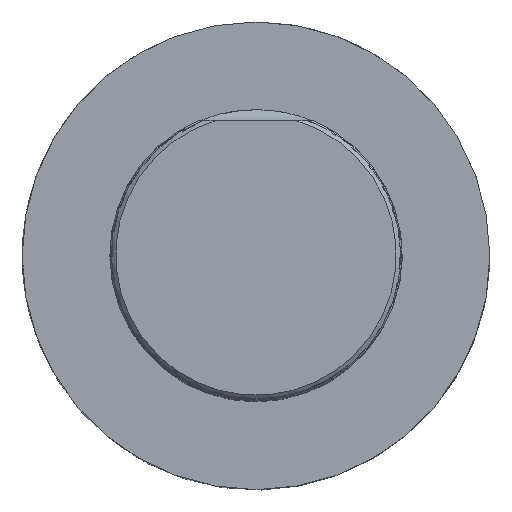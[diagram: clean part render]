
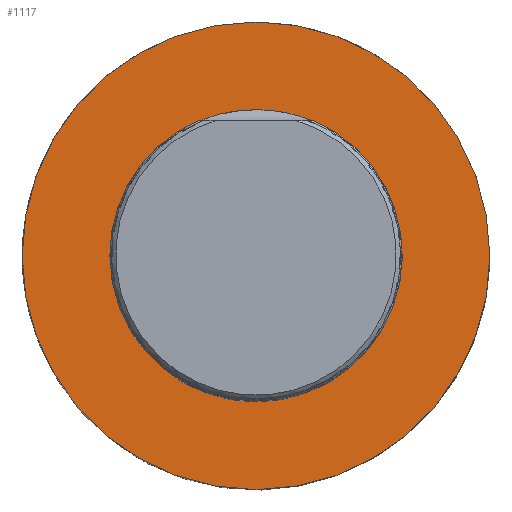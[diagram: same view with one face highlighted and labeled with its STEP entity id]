
A CAD part, top view. The second image highlights one B-rep face of the part: STEP entity #1117.
In plain terms, the highlighted face is planar.
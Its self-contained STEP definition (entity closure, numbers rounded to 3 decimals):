
#221=FACE_BOUND('',#2117,.T.);
#222=FACE_BOUND('',#2118,.T.);
#957=CIRCLE('',#7454,40.);
#958=CIRCLE('',#7458,24.996);
#1117=ADVANCED_FACE('TB_IB_SU_5',(#221,#222),#1526,.T.);
#1526=PLANE('',#7459);
#2117=EDGE_LOOP('',(#2755));
#2118=EDGE_LOOP('',(#2756));
#2755=ORIENTED_EDGE('',*,*,#5391,.T.);
#2756=ORIENTED_EDGE('',*,*,#5398,.T.);
#4704=VERTEX_POINT('',#14989);
#4709=VERTEX_POINT('',#15050);
#5391=EDGE_CURVE('',#4704,#4704,#957,.T.);
#5398=EDGE_CURVE('',#4709,#4709,#958,.T.);
#7454=AXIS2_PLACEMENT_3D('',#14988,#8286,#8287);
#7458=AXIS2_PLACEMENT_3D('',#15049,#8294,#8295);
#7459=AXIS2_PLACEMENT_3D('',#15051,#8296,#8297);
#8286=DIRECTION('',(0.,1.,0.));
#8287=DIRECTION('',(0.,0.,1.));
#8294=DIRECTION('',(0.,-1.,0.));
#8295=DIRECTION('',(1.,0.,0.));
#8296=DIRECTION('',(0.,1.,0.));
#8297=DIRECTION('',(0.,0.,1.));
#14988=CARTESIAN_POINT('',(0.,0.,0.));
#14989=CARTESIAN_POINT('',(0.,0.,40.));
#15049=CARTESIAN_POINT('',(0.,0.,0.));
#15050=CARTESIAN_POINT('',(24.996,0.,0.));
#15051=CARTESIAN_POINT('',(0.,0.,0.));
